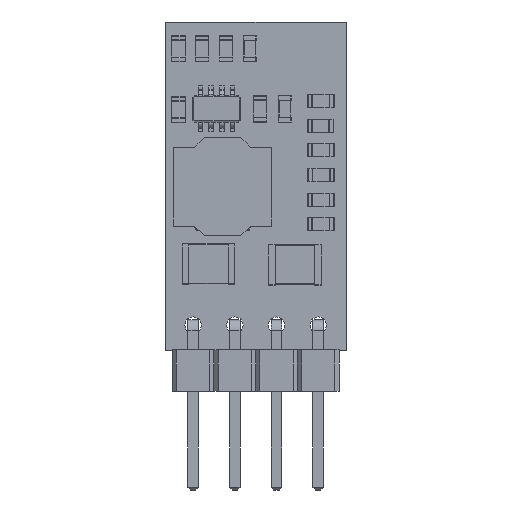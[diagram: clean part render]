
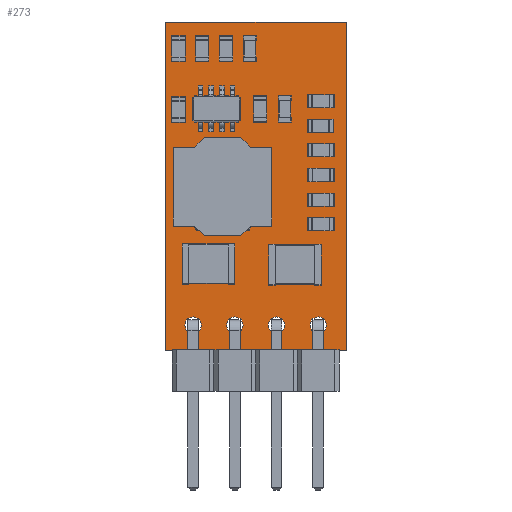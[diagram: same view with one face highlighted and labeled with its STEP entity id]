
A CAD part, left-side view. The second image highlights one B-rep face of the part: STEP entity #273.
In plain terms, the highlighted planar face has unit normal (-1, 0, 0).
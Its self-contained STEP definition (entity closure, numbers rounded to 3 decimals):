
#22 = VERTEX_POINT('',#23);
#23 = CARTESIAN_POINT('',(2.852,-11.,2.85));
#40 = VERTEX_POINT('',#41);
#41 = CARTESIAN_POINT('',(2.852,-11.,22.85));
#47 = EDGE_CURVE('',#22,#40,#48,.T.);
#48 = LINE('',#49,#50);
#49 = CARTESIAN_POINT('',(2.852,-11.,2.85));
#50 = VECTOR('',#51,1.);
#51 = DIRECTION('',(0.,0.,1.));
#62 = VERTEX_POINT('',#63);
#63 = CARTESIAN_POINT('',(2.852,0.,2.85));
#78 = EDGE_CURVE('',#62,#22,#79,.T.);
#79 = LINE('',#80,#81);
#80 = CARTESIAN_POINT('',(2.852,0.,2.85));
#81 = VECTOR('',#82,1.);
#82 = DIRECTION('',(0.,-1.,0.));
#102 = VERTEX_POINT('',#103);
#103 = CARTESIAN_POINT('',(2.852,0.,22.85));
#109 = EDGE_CURVE('',#40,#102,#110,.T.);
#110 = LINE('',#111,#112);
#111 = CARTESIAN_POINT('',(2.852,-11.,22.85));
#112 = VECTOR('',#113,1.);
#113 = DIRECTION('',(0.,1.,0.));
#131 = EDGE_CURVE('',#62,#102,#132,.T.);
#132 = LINE('',#133,#134);
#133 = CARTESIAN_POINT('',(2.852,0.,2.85));
#134 = VECTOR('',#135,1.);
#135 = DIRECTION('',(0.,0.,1.));
#146 = VERTEX_POINT('',#147);
#147 = CARTESIAN_POINT('',(2.852,-1.669,4.889));
#163 = EDGE_CURVE('',#146,#146,#164,.T.);
#164 = CIRCLE('',#165,0.5);
#165 = AXIS2_PLACEMENT_3D('',#166,#167,#168);
#166 = CARTESIAN_POINT('',(2.852,-1.669,4.389));
#167 = DIRECTION('',(-1.,0.,0.));
#168 = DIRECTION('',(0.,0.,1.));
#179 = VERTEX_POINT('',#180);
#180 = CARTESIAN_POINT('',(2.852,-4.209,4.889));
#196 = EDGE_CURVE('',#179,#179,#197,.T.);
#197 = CIRCLE('',#198,0.5);
#198 = AXIS2_PLACEMENT_3D('',#199,#200,#201);
#199 = CARTESIAN_POINT('',(2.852,-4.209,4.389));
#200 = DIRECTION('',(-1.,0.,0.));
#201 = DIRECTION('',(0.,0.,1.));
#212 = VERTEX_POINT('',#213);
#213 = CARTESIAN_POINT('',(2.852,-9.289,4.889));
#229 = EDGE_CURVE('',#212,#212,#230,.T.);
#230 = CIRCLE('',#231,0.5);
#231 = AXIS2_PLACEMENT_3D('',#232,#233,#234);
#232 = CARTESIAN_POINT('',(2.852,-9.289,4.389));
#233 = DIRECTION('',(-1.,0.,0.));
#234 = DIRECTION('',(0.,0.,1.));
#245 = VERTEX_POINT('',#246);
#246 = CARTESIAN_POINT('',(2.852,-6.749,4.889));
#262 = EDGE_CURVE('',#245,#245,#263,.T.);
#263 = CIRCLE('',#264,0.5);
#264 = AXIS2_PLACEMENT_3D('',#265,#266,#267);
#265 = CARTESIAN_POINT('',(2.852,-6.749,4.389));
#266 = DIRECTION('',(-1.,0.,0.));
#267 = DIRECTION('',(0.,0.,1.));
#273 = ADVANCED_FACE('',(#274,#280,#283,#286,#289),#292,.T.);
#274 = FACE_BOUND('',#275,.T.);
#275 = EDGE_LOOP('',(#276,#277,#278,#279));
#276 = ORIENTED_EDGE('',*,*,#47,.T.);
#277 = ORIENTED_EDGE('',*,*,#109,.T.);
#278 = ORIENTED_EDGE('',*,*,#131,.F.);
#279 = ORIENTED_EDGE('',*,*,#78,.T.);
#280 = FACE_BOUND('',#281,.T.);
#281 = EDGE_LOOP('',(#282));
#282 = ORIENTED_EDGE('',*,*,#163,.F.);
#283 = FACE_BOUND('',#284,.T.);
#284 = EDGE_LOOP('',(#285));
#285 = ORIENTED_EDGE('',*,*,#196,.F.);
#286 = FACE_BOUND('',#287,.T.);
#287 = EDGE_LOOP('',(#288));
#288 = ORIENTED_EDGE('',*,*,#229,.F.);
#289 = FACE_BOUND('',#290,.T.);
#290 = EDGE_LOOP('',(#291));
#291 = ORIENTED_EDGE('',*,*,#262,.F.);
#292 = PLANE('',#293);
#293 = AXIS2_PLACEMENT_3D('',#294,#295,#296);
#294 = CARTESIAN_POINT('',(2.852,-5.5,12.85));
#295 = DIRECTION('',(-1.,0.,0.));
#296 = DIRECTION('',(0.,0.,1.));
